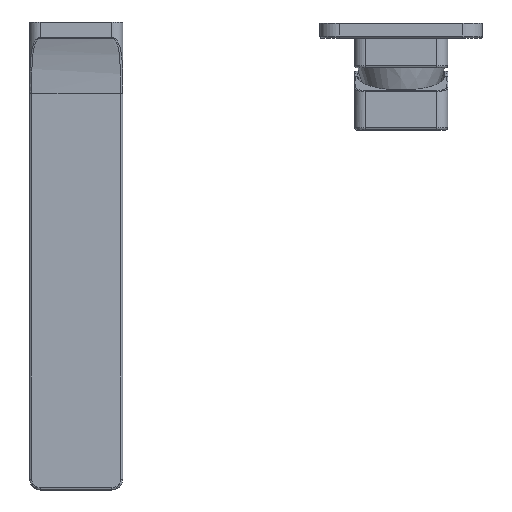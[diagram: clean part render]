
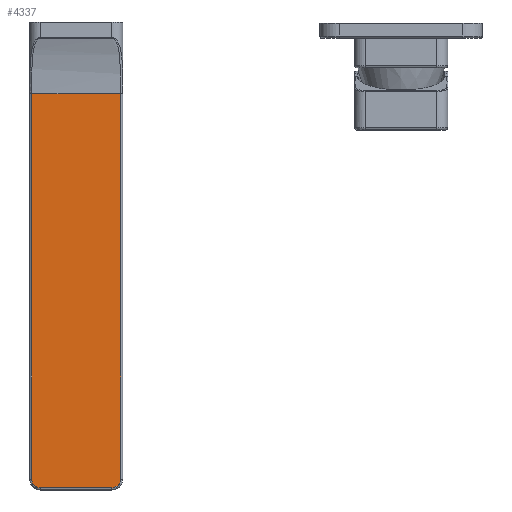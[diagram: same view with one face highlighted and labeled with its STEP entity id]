
A CAD part, top view. The second image highlights one B-rep face of the part: STEP entity #4337.
In plain terms, the highlighted planar face has unit normal (0, 0, 1).
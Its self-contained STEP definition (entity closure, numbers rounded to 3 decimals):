
#362=B_SPLINE_CURVE_WITH_KNOTS('',3,(#18357,#18358,#18359,#18360,#18361,
#18362,#18363,#18364,#18365,#18366,#18367,#18368,#18369,#18370,#18371,#18372),
 .UNSPECIFIED.,.F.,.F.,(4,2,2,2,2,2,2,4),(0.,0.191,0.25,
0.445,0.5,0.697,0.889,1.),
 .UNSPECIFIED.);
#374=B_SPLINE_CURVE_WITH_KNOTS('',3,(#19499,#19500,#19501,#19502,#19503,
#19504,#19505,#19506,#19507,#19508,#19509,#19510,#19511,#19512,#19513,#19514),
 .UNSPECIFIED.,.F.,.F.,(4,2,2,2,2,2,2,4),(0.,0.192,0.388,
0.5,0.694,0.75,0.941,1.),
 .UNSPECIFIED.);
#661=CIRCLE('',#4791,4.);
#662=CIRCLE('',#4792,4.);
#663=CIRCLE('',#4793,4.);
#664=CIRCLE('',#4794,4.);
#926=FACE_OUTER_BOUND('',#1214,.T.);
#1214=EDGE_LOOP('',(#3810,#3811,#3812,#3813,#3814,#3815,#3816,#3817,#3818,
#3819));
#1470=LINE('',#19487,#1694);
#1471=LINE('',#19493,#1695);
#1472=LINE('',#19495,#1696);
#1473=LINE('',#19517,#1697);
#1694=VECTOR('',#5796,41.);
#1695=VECTOR('',#5803,177.982);
#1696=VECTOR('',#5804,177.982);
#1697=VECTOR('',#5809,33.);
#2036=VERTEX_POINT('',#18341);
#2037=VERTEX_POINT('',#18356);
#2053=VERTEX_POINT('',#19371);
#2055=VERTEX_POINT('',#19432);
#2056=VERTEX_POINT('',#19489);
#2057=VERTEX_POINT('',#19491);
#2058=VERTEX_POINT('',#19494);
#2059=VERTEX_POINT('',#19496);
#2060=VERTEX_POINT('',#19498);
#2061=VERTEX_POINT('',#19515);
#2625=EDGE_CURVE('',#2037,#2036,#362,.T.);
#2656=EDGE_CURVE('',#2055,#2053,#1470,.T.);
#2657=EDGE_CURVE('',#2056,#2037,#661,.T.);
#2658=EDGE_CURVE('',#2036,#2057,#662,.T.);
#2659=EDGE_CURVE('',#2053,#2057,#1471,.T.);
#2660=EDGE_CURVE('',#2058,#2055,#1472,.T.);
#2661=EDGE_CURVE('',#2058,#2059,#663,.T.);
#2662=EDGE_CURVE('',#2059,#2060,#374,.T.);
#2663=EDGE_CURVE('',#2060,#2061,#664,.T.);
#2664=EDGE_CURVE('',#2056,#2061,#1473,.T.);
#3810=ORIENTED_EDGE('',*,*,#2657,.T.);
#3811=ORIENTED_EDGE('',*,*,#2625,.T.);
#3812=ORIENTED_EDGE('',*,*,#2658,.T.);
#3813=ORIENTED_EDGE('',*,*,#2659,.F.);
#3814=ORIENTED_EDGE('',*,*,#2656,.F.);
#3815=ORIENTED_EDGE('',*,*,#2660,.F.);
#3816=ORIENTED_EDGE('',*,*,#2661,.T.);
#3817=ORIENTED_EDGE('',*,*,#2662,.T.);
#3818=ORIENTED_EDGE('',*,*,#2663,.T.);
#3819=ORIENTED_EDGE('',*,*,#2664,.F.);
#4102=PLANE('',#4790);
#4337=ADVANCED_FACE('',(#926),#4102,.T.);
#4790=AXIS2_PLACEMENT_3D('',#19488,#5797,#5798);
#4791=AXIS2_PLACEMENT_3D('',#19490,#5799,#5800);
#4792=AXIS2_PLACEMENT_3D('',#19492,#5801,#5802);
#4793=AXIS2_PLACEMENT_3D('',#19497,#5805,#5806);
#4794=AXIS2_PLACEMENT_3D('',#19516,#5807,#5808);
#5796=DIRECTION('',(1.,0.,0.));
#5797=DIRECTION('center_axis',(0.,0.,1.));
#5798=DIRECTION('ref_axis',(0.,-1.,0.));
#5799=DIRECTION('center_axis',(0.,0.,1.));
#5800=DIRECTION('ref_axis',(0.,-1.,0.));
#5801=DIRECTION('center_axis',(0.,0.,1.));
#5802=DIRECTION('ref_axis',(0.811,-0.585,0.));
#5803=DIRECTION('',(0.,-1.,0.));
#5804=DIRECTION('',(0.,1.,0.));
#5805=DIRECTION('center_axis',(0.,0.,1.));
#5806=DIRECTION('ref_axis',(-1.,0.,0.));
#5807=DIRECTION('center_axis',(0.,0.,1.));
#5808=DIRECTION('ref_axis',(-0.466,-0.885,0.));
#5809=DIRECTION('',(-1.,0.,0.));
#18341=CARTESIAN_POINT('',(19.745,-250.338,51.));
#18356=CARTESIAN_POINT('',(18.363,-251.539,51.));
#18357=CARTESIAN_POINT('Ctrl Pts',(18.363,-251.539,51.));
#18358=CARTESIAN_POINT('Ctrl Pts',(18.467,-251.484,51.));
#18359=CARTESIAN_POINT('Ctrl Pts',(18.568,-251.424,51.));
#18360=CARTESIAN_POINT('Ctrl Pts',(18.697,-251.339,51.));
#18361=CARTESIAN_POINT('Ctrl Pts',(18.727,-251.319,51.));
#18362=CARTESIAN_POINT('Ctrl Pts',(18.857,-251.229,51.));
#18363=CARTESIAN_POINT('Ctrl Pts',(18.952,-251.157,51.));
#18364=CARTESIAN_POINT('Ctrl Pts',(19.071,-251.059,51.));
#18365=CARTESIAN_POINT('Ctrl Pts',(19.097,-251.037,51.));
#18366=CARTESIAN_POINT('Ctrl Pts',(19.214,-250.935,51.));
#18367=CARTESIAN_POINT('Ctrl Pts',(19.301,-250.852,51.));
#18368=CARTESIAN_POINT('Ctrl Pts',(19.467,-250.681,51.));
#18369=CARTESIAN_POINT('Ctrl Pts',(19.545,-250.593,51.));
#18370=CARTESIAN_POINT('Ctrl Pts',(19.663,-250.448,51.));
#18371=CARTESIAN_POINT('Ctrl Pts',(19.705,-250.394,51.));
#18372=CARTESIAN_POINT('Ctrl Pts',(19.745,-250.338,51.));
#19371=CARTESIAN_POINT('',(20.5,-70.018,51.));
#19432=CARTESIAN_POINT('',(-20.5,-70.018,51.));
#19487=CARTESIAN_POINT('',(-20.5,-70.018,51.));
#19488=CARTESIAN_POINT('Origin',(0.,-36.,51.));
#19489=CARTESIAN_POINT('',(16.5,-252.,51.));
#19490=CARTESIAN_POINT('Origin',(16.5,-248.,51.));
#19491=CARTESIAN_POINT('',(20.5,-248.,51.));
#19492=CARTESIAN_POINT('Origin',(16.5,-248.,51.));
#19493=CARTESIAN_POINT('',(20.5,-70.018,51.));
#19494=CARTESIAN_POINT('',(-20.5,-248.,51.));
#19495=CARTESIAN_POINT('',(-20.5,-248.,51.));
#19496=CARTESIAN_POINT('',(-19.745,-250.338,51.));
#19497=CARTESIAN_POINT('Origin',(-16.5,-248.,51.));
#19498=CARTESIAN_POINT('',(-18.363,-251.539,51.));
#19499=CARTESIAN_POINT('Ctrl Pts',(-19.745,-250.338,51.));
#19500=CARTESIAN_POINT('Ctrl Pts',(-19.675,-250.434,51.));
#19501=CARTESIAN_POINT('Ctrl Pts',(-19.601,-250.526,51.));
#19502=CARTESIAN_POINT('Ctrl Pts',(-19.445,-250.705,51.));
#19503=CARTESIAN_POINT('Ctrl Pts',(-19.362,-250.792,51.));
#19504=CARTESIAN_POINT('Ctrl Pts',(-19.225,-250.923,
51.));
#19505=CARTESIAN_POINT('Ctrl Pts',(-19.174,-250.969,
51.));
#19506=CARTESIAN_POINT('Ctrl Pts',(-19.032,-251.093,
51.));
#19507=CARTESIAN_POINT('Ctrl Pts',(-18.938,-251.168,51.));
#19508=CARTESIAN_POINT('Ctrl Pts',(-18.814,-251.259,51.));
#19509=CARTESIAN_POINT('Ctrl Pts',(-18.786,-251.278,51.));
#19510=CARTESIAN_POINT('Ctrl Pts',(-18.66,-251.365,51.));
#19511=CARTESIAN_POINT('Ctrl Pts',(-18.56,-251.428,
51.));
#19512=CARTESIAN_POINT('Ctrl Pts',(-18.427,-251.505,51.));
#19513=CARTESIAN_POINT('Ctrl Pts',(-18.395,-251.522,
51.));
#19514=CARTESIAN_POINT('Ctrl Pts',(-18.363,-251.539,51.));
#19515=CARTESIAN_POINT('',(-16.5,-252.,51.));
#19516=CARTESIAN_POINT('Origin',(-16.5,-248.,51.));
#19517=CARTESIAN_POINT('',(16.5,-252.,51.));
